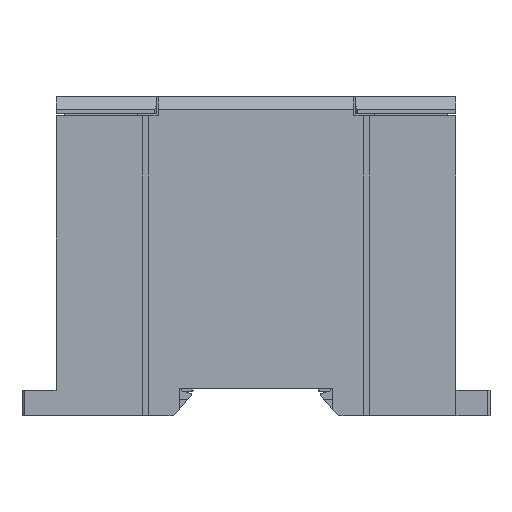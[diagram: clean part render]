
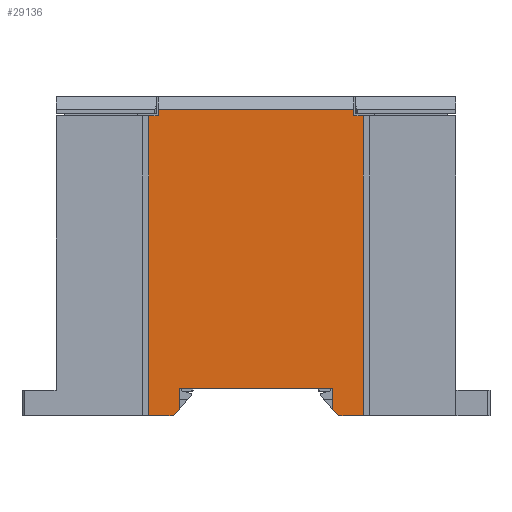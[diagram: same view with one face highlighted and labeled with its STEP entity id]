
A CAD part, left-side view. The second image highlights one B-rep face of the part: STEP entity #29136.
In plain terms, the highlighted planar face has unit normal (-1, 0, 0).
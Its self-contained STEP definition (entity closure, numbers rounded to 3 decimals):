
#99 = CARTESIAN_POINT ( 'NONE',  ( 0., 29., -78.133 ) ) ;
#955 = VECTOR ( 'NONE', #16396, 1000. ) ;
#1158 = CARTESIAN_POINT ( 'NONE',  ( 0., 24., -7.633 ) ) ;
#1196 = LINE ( 'NONE', #8398, #47423 ) ;
#2198 = ORIENTED_EDGE ( 'NONE', *, *, #12292, .F. ) ;
#2399 = VECTOR ( 'NONE', #5828, 1000. ) ;
#3032 = ORIENTED_EDGE ( 'NONE', *, *, #10012, .F. ) ;
#3195 = DIRECTION ( 'NONE',  ( 0., 0., -1. ) ) ;
#3327 = CARTESIAN_POINT ( 'NONE',  ( 0., 29., -78.133 ) ) ;
#3616 = VERTEX_POINT ( 'NONE', #8950 ) ;
#3685 = EDGE_CURVE ( 'NONE', #5934, #9856, #33037, .T. ) ;
#4440 = VECTOR ( 'NONE', #3195, 1000. ) ;
#4805 = DIRECTION ( 'NONE',  ( 0., 0., 1. ) ) ;
#4979 = LINE ( 'NONE', #42294, #15481 ) ;
#5756 = LINE ( 'NONE', #52049, #40131 ) ;
#5828 = DIRECTION ( 'NONE',  ( 0., 1., 0. ) ) ;
#5934 = VERTEX_POINT ( 'NONE', #43483 ) ;
#7181 = DIRECTION ( 'NONE',  ( 0., 0., 1. ) ) ;
#7720 = CARTESIAN_POINT ( 'NONE',  ( 0., 65., -78.133 ) ) ;
#8325 = VERTEX_POINT ( 'NONE', #25411 ) ;
#8398 = CARTESIAN_POINT ( 'NONE',  ( 0., 65., -73.283 ) ) ;
#8581 = CARTESIAN_POINT ( 'NONE',  ( 0., 72.2, -79.633 ) ) ;
#8688 = ORIENTED_EDGE ( 'NONE', *, *, #24557, .F. ) ;
#8950 = CARTESIAN_POINT ( 'NONE',  ( 0., 66.5, -79.633 ) ) ;
#9127 = PLANE ( 'NONE',  #50632 ) ;
#9334 = EDGE_CURVE ( 'NONE', #30373, #21351, #58064, .T. ) ;
#9634 = LINE ( 'NONE', #55564, #11054 ) ;
#9856 = VERTEX_POINT ( 'NONE', #56380 ) ;
#10012 = EDGE_CURVE ( 'NONE', #12642, #27916, #1196, .T. ) ;
#10871 = EDGE_CURVE ( 'NONE', #17746, #40421, #26242, .T. ) ;
#10902 = VECTOR ( 'NONE', #36834, 1000. ) ;
#11054 = VECTOR ( 'NONE', #28743, 1000. ) ;
#12221 = EDGE_LOOP ( 'NONE', ( #44048, #52356, #49719, #34030, #47926, #48214, #46057, #31802, #3032, #45393, #8688, #2198, #14968, #18171 ) ) ;
#12292 = EDGE_CURVE ( 'NONE', #30373, #35778, #4979, .T. ) ;
#12642 = VERTEX_POINT ( 'NONE', #39258 ) ;
#13434 = DIRECTION ( 'NONE',  ( 0., 0.707, 0.707 ) ) ;
#13649 = VECTOR ( 'NONE', #13434, 1000. ) ;
#14607 = VERTEX_POINT ( 'NONE', #25284 ) ;
#14968 = ORIENTED_EDGE ( 'NONE', *, *, #9334, .T. ) ;
#15481 = VECTOR ( 'NONE', #33040, 1000. ) ;
#16396 = DIRECTION ( 'NONE',  ( 0., 0.707, -0.707 ) ) ;
#17746 = VERTEX_POINT ( 'NONE', #1158 ) ;
#17963 = EDGE_CURVE ( 'NONE', #8325, #17746, #5756, .T. ) ;
#18171 = ORIENTED_EDGE ( 'NONE', *, *, #44000, .F. ) ;
#18799 = DIRECTION ( 'NONE',  ( 0., -1., 0. ) ) ;
#19489 = LINE ( 'NONE', #30793, #43265 ) ;
#19501 = EDGE_CURVE ( 'NONE', #3616, #34991, #9634, .T. ) ;
#21351 = VERTEX_POINT ( 'NONE', #50958 ) ;
#21394 = DIRECTION ( 'NONE',  ( 0., 0., 1. ) ) ;
#21597 = EDGE_CURVE ( 'NONE', #34991, #5934, #19489, .T. ) ;
#21889 = CARTESIAN_POINT ( 'NONE',  ( 0., 70., -16.261 ) ) ;
#22686 = EDGE_CURVE ( 'NONE', #14607, #3616, #48592, .T. ) ;
#24557 = EDGE_CURVE ( 'NONE', #35778, #50194, #25517, .T. ) ;
#25284 = CARTESIAN_POINT ( 'NONE',  ( 0., 65., -78.133 ) ) ;
#25411 = CARTESIAN_POINT ( 'NONE',  ( 0., 24., -9.133 ) ) ;
#25517 = LINE ( 'NONE', #99, #13649 ) ;
#26242 = LINE ( 'NONE', #37171, #2399 ) ;
#27136 = CARTESIAN_POINT ( 'NONE',  ( 0., 0., 0. ) ) ;
#27515 = FACE_OUTER_BOUND ( 'NONE', #12221, .T. ) ;
#27916 = VERTEX_POINT ( 'NONE', #34122 ) ;
#28743 = DIRECTION ( 'NONE',  ( 0., 1., 0. ) ) ;
#29136 = ADVANCED_FACE ( 'NONE', ( #27515 ), #9127, .T. ) ;
#29607 = VECTOR ( 'NONE', #44206, 1000. ) ;
#30373 = VERTEX_POINT ( 'NONE', #51196 ) ;
#30793 = CARTESIAN_POINT ( 'NONE',  ( 0., 72.2, -79.633 ) ) ;
#31664 = DIRECTION ( 'NONE',  ( -1., 0., 0. ) ) ;
#31802 = ORIENTED_EDGE ( 'NONE', *, *, #51758, .F. ) ;
#32541 = EDGE_CURVE ( 'NONE', #50194, #12642, #52941, .T. ) ;
#33037 = LINE ( 'NONE', #45559, #56871 ) ;
#33040 = DIRECTION ( 'NONE',  ( 0., 1., 0. ) ) ;
#33898 = CARTESIAN_POINT ( 'NONE',  ( 0., 27.5, -79.633 ) ) ;
#34030 = ORIENTED_EDGE ( 'NONE', *, *, #3685, .F. ) ;
#34122 = CARTESIAN_POINT ( 'NONE',  ( 0., 65., -73.283 ) ) ;
#34193 = CARTESIAN_POINT ( 'NONE',  ( 0., 66.5, -79.633 ) ) ;
#34991 = VERTEX_POINT ( 'NONE', #8581 ) ;
#35114 = CARTESIAN_POINT ( 'NONE',  ( 0., 21.8, -79.633 ) ) ;
#35342 = CARTESIAN_POINT ( 'NONE',  ( 0., 70., -7.633 ) ) ;
#35778 = VERTEX_POINT ( 'NONE', #33898 ) ;
#36154 = LINE ( 'NONE', #50329, #10902 ) ;
#36834 = DIRECTION ( 'NONE',  ( 0., -1., 0. ) ) ;
#37171 = CARTESIAN_POINT ( 'NONE',  ( 0., 70., -7.633 ) ) ;
#38766 = LINE ( 'NONE', #7720, #4440 ) ;
#39258 = CARTESIAN_POINT ( 'NONE',  ( 0., 29., -73.283 ) ) ;
#40131 = VECTOR ( 'NONE', #7181, 1000. ) ;
#40421 = VERTEX_POINT ( 'NONE', #35342 ) ;
#41053 = VECTOR ( 'NONE', #54649, 1000. ) ;
#42294 = CARTESIAN_POINT ( 'NONE',  ( 0., 27.5, -79.633 ) ) ;
#43265 = VECTOR ( 'NONE', #21394, 1000. ) ;
#43483 = CARTESIAN_POINT ( 'NONE',  ( 0., 72.2, -9.133 ) ) ;
#44000 = EDGE_CURVE ( 'NONE', #8325, #21351, #36154, .T. ) ;
#44048 = ORIENTED_EDGE ( 'NONE', *, *, #17963, .T. ) ;
#44206 = DIRECTION ( 'NONE',  ( 0., 0., 1. ) ) ;
#45393 = ORIENTED_EDGE ( 'NONE', *, *, #32541, .F. ) ;
#45451 = CARTESIAN_POINT ( 'NONE',  ( 0., 29., -73.283 ) ) ;
#45559 = CARTESIAN_POINT ( 'NONE',  ( 0., 94., -9.133 ) ) ;
#46057 = ORIENTED_EDGE ( 'NONE', *, *, #22686, .F. ) ;
#46950 = EDGE_CURVE ( 'NONE', #9856, #40421, #53471, .T. ) ;
#47423 = VECTOR ( 'NONE', #53279, 1000. ) ;
#47926 = ORIENTED_EDGE ( 'NONE', *, *, #21597, .F. ) ;
#48214 = ORIENTED_EDGE ( 'NONE', *, *, #19501, .F. ) ;
#48592 = LINE ( 'NONE', #34193, #955 ) ;
#49719 = ORIENTED_EDGE ( 'NONE', *, *, #46950, .F. ) ;
#50194 = VERTEX_POINT ( 'NONE', #3327 ) ;
#50329 = CARTESIAN_POINT ( 'NONE',  ( 0., 0., -9.133 ) ) ;
#50632 = AXIS2_PLACEMENT_3D ( 'NONE', #27136, #31664, #4805 ) ;
#50958 = CARTESIAN_POINT ( 'NONE',  ( 0., 21.8, -9.133 ) ) ;
#51196 = CARTESIAN_POINT ( 'NONE',  ( 0., 21.8, -79.633 ) ) ;
#51758 = EDGE_CURVE ( 'NONE', #27916, #14607, #38766, .T. ) ;
#52049 = CARTESIAN_POINT ( 'NONE',  ( 0., 24., -16.261 ) ) ;
#52356 = ORIENTED_EDGE ( 'NONE', *, *, #10871, .T. ) ;
#52941 = LINE ( 'NONE', #45451, #41053 ) ;
#53159 = DIRECTION ( 'NONE',  ( 0., 0., 1. ) ) ;
#53279 = DIRECTION ( 'NONE',  ( 0., 1., 0. ) ) ;
#53471 = LINE ( 'NONE', #21889, #29607 ) ;
#54649 = DIRECTION ( 'NONE',  ( 0., 0., 1. ) ) ;
#55564 = CARTESIAN_POINT ( 'NONE',  ( 0., 94., -79.633 ) ) ;
#56380 = CARTESIAN_POINT ( 'NONE',  ( 0., 70., -9.133 ) ) ;
#56656 = VECTOR ( 'NONE', #53159, 1000. ) ;
#56871 = VECTOR ( 'NONE', #18799, 1000. ) ;
#58064 = LINE ( 'NONE', #35114, #56656 ) ;
